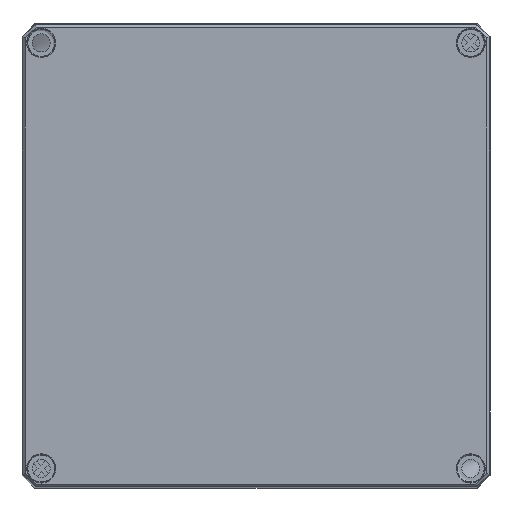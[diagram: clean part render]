
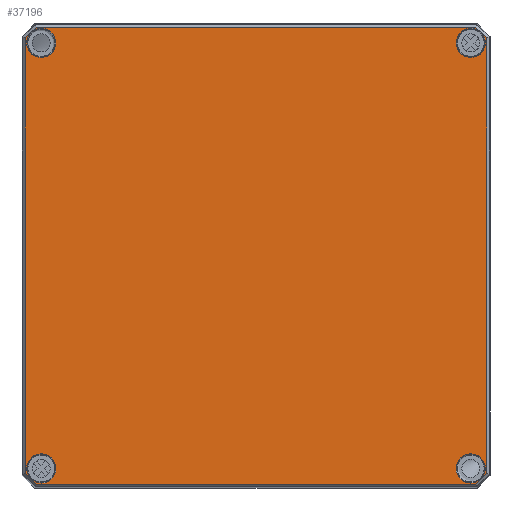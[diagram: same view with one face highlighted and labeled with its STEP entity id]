
A CAD part, top view. The second image highlights one B-rep face of the part: STEP entity #37196.
In plain terms, the highlighted planar face has unit normal (0, 0, 1).
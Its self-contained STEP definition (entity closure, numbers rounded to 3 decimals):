
#307=FACE_BOUND('',#11978,.T.);
#308=FACE_BOUND('',#11979,.T.);
#309=FACE_BOUND('',#11980,.T.);
#310=FACE_BOUND('',#11981,.T.);
#1039=PLANE('',#39992);
#3706=LINE('',#66785,#6651);
#3707=LINE('',#66787,#6652);
#3708=LINE('',#66789,#6653);
#3709=LINE('',#66791,#6654);
#3710=LINE('',#66793,#6655);
#3711=LINE('',#66795,#6656);
#3712=LINE('',#66797,#6657);
#3713=LINE('',#66798,#6658);
#6651=VECTOR('',#47623,10.);
#6652=VECTOR('',#47624,10.);
#6653=VECTOR('',#47625,10.);
#6654=VECTOR('',#47626,10.);
#6655=VECTOR('',#47627,10.);
#6656=VECTOR('',#47628,10.);
#6657=VECTOR('',#47629,10.);
#6658=VECTOR('',#47630,10.);
#9553=FACE_OUTER_BOUND('',#11977,.T.);
#11977=EDGE_LOOP('',(#32054,#32055,#32056,#32057,#32058,#32059,#32060,#32061));
#11978=EDGE_LOOP('',(#32062,#32063));
#11979=EDGE_LOOP('',(#32064,#32065));
#11980=EDGE_LOOP('',(#32066));
#11981=EDGE_LOOP('',(#32067));
#14485=CIRCLE('',#39987,5.672);
#14489=CIRCLE('',#39993,5.672);
#14490=CIRCLE('',#39994,5.672);
#14491=CIRCLE('',#39995,5.672);
#14492=CIRCLE('',#39996,5.672);
#14493=CIRCLE('',#39997,5.672);
#17758=VERTEX_POINT('',#66773);
#17761=VERTEX_POINT('',#66783);
#17762=VERTEX_POINT('',#66784);
#17763=VERTEX_POINT('',#66786);
#17764=VERTEX_POINT('',#66788);
#17765=VERTEX_POINT('',#66790);
#17766=VERTEX_POINT('',#66792);
#17767=VERTEX_POINT('',#66794);
#17768=VERTEX_POINT('',#66796);
#17769=VERTEX_POINT('',#66799);
#17770=VERTEX_POINT('',#66800);
#17771=VERTEX_POINT('',#66803);
#17772=VERTEX_POINT('',#66804);
#17773=VERTEX_POINT('',#66807);
#22612=EDGE_CURVE('',#17758,#17758,#14485,.T.);
#22617=EDGE_CURVE('',#17761,#17762,#3706,.T.);
#22618=EDGE_CURVE('',#17763,#17761,#3707,.T.);
#22619=EDGE_CURVE('',#17764,#17763,#3708,.T.);
#22620=EDGE_CURVE('',#17765,#17764,#3709,.T.);
#22621=EDGE_CURVE('',#17766,#17765,#3710,.T.);
#22622=EDGE_CURVE('',#17767,#17766,#3711,.T.);
#22623=EDGE_CURVE('',#17768,#17767,#3712,.T.);
#22624=EDGE_CURVE('',#17762,#17768,#3713,.T.);
#22625=EDGE_CURVE('',#17769,#17770,#14489,.T.);
#22626=EDGE_CURVE('',#17770,#17769,#14490,.T.);
#22627=EDGE_CURVE('',#17771,#17772,#14491,.T.);
#22628=EDGE_CURVE('',#17772,#17771,#14492,.T.);
#22629=EDGE_CURVE('',#17773,#17773,#14493,.T.);
#32054=ORIENTED_EDGE('',*,*,#22617,.F.);
#32055=ORIENTED_EDGE('',*,*,#22618,.F.);
#32056=ORIENTED_EDGE('',*,*,#22619,.F.);
#32057=ORIENTED_EDGE('',*,*,#22620,.F.);
#32058=ORIENTED_EDGE('',*,*,#22621,.F.);
#32059=ORIENTED_EDGE('',*,*,#22622,.F.);
#32060=ORIENTED_EDGE('',*,*,#22623,.F.);
#32061=ORIENTED_EDGE('',*,*,#22624,.F.);
#32062=ORIENTED_EDGE('',*,*,#22625,.F.);
#32063=ORIENTED_EDGE('',*,*,#22626,.F.);
#32064=ORIENTED_EDGE('',*,*,#22627,.F.);
#32065=ORIENTED_EDGE('',*,*,#22628,.F.);
#32066=ORIENTED_EDGE('',*,*,#22629,.F.);
#32067=ORIENTED_EDGE('',*,*,#22612,.F.);
#37196=ADVANCED_FACE('',(#9553,#307,#308,#309,#310),#1039,.T.);
#39987=AXIS2_PLACEMENT_3D('',#66774,#47610,#47611);
#39992=AXIS2_PLACEMENT_3D('',#66782,#47621,#47622);
#39993=AXIS2_PLACEMENT_3D('',#66801,#47631,#47632);
#39994=AXIS2_PLACEMENT_3D('',#66802,#47633,#47634);
#39995=AXIS2_PLACEMENT_3D('',#66805,#47635,#47636);
#39996=AXIS2_PLACEMENT_3D('',#66806,#47637,#47638);
#39997=AXIS2_PLACEMENT_3D('',#66808,#47639,#47640);
#47610=DIRECTION('center_axis',(0.,0.,1.));
#47611=DIRECTION('ref_axis',(-1.,0.,0.));
#47621=DIRECTION('center_axis',(0.,0.,1.));
#47622=DIRECTION('ref_axis',(1.,0.,0.));
#47623=DIRECTION('',(0.707,-0.707,0.));
#47624=DIRECTION('',(1.,0.,0.));
#47625=DIRECTION('',(0.707,0.707,0.));
#47626=DIRECTION('',(0.,1.,0.));
#47627=DIRECTION('',(-0.707,0.707,0.));
#47628=DIRECTION('',(-1.,0.,0.));
#47629=DIRECTION('',(-0.707,-0.707,0.));
#47630=DIRECTION('',(0.,-1.,0.));
#47631=DIRECTION('center_axis',(0.,0.,1.));
#47632=DIRECTION('ref_axis',(1.,0.,0.));
#47633=DIRECTION('center_axis',(0.,0.,1.));
#47634=DIRECTION('ref_axis',(1.,0.,0.));
#47635=DIRECTION('center_axis',(0.,0.,1.));
#47636=DIRECTION('ref_axis',(1.,0.,0.));
#47637=DIRECTION('center_axis',(0.,0.,1.));
#47638=DIRECTION('ref_axis',(1.,0.,0.));
#47639=DIRECTION('center_axis',(0.,0.,1.));
#47640=DIRECTION('ref_axis',(-1.,0.,0.));
#66773=CARTESIAN_POINT('',(-77.828,82.75,39.));
#66774=CARTESIAN_POINT('Origin',(-83.5,82.75,39.));
#66782=CARTESIAN_POINT('Origin',(0.,0.,
39.));
#66783=CARTESIAN_POINT('',(85.445,88.91,39.));
#66784=CARTESIAN_POINT('',(89.66,84.695,39.));
#66785=CARTESIAN_POINT('',(86.115,88.24,39.));
#66786=CARTESIAN_POINT('',(-85.445,88.91,39.));
#66787=CARTESIAN_POINT('',(-43.,88.91,39.));
#66788=CARTESIAN_POINT('',(-89.66,84.695,39.));
#66789=CARTESIAN_POINT('',(-88.615,85.74,39.));
#66790=CARTESIAN_POINT('',(-89.66,-84.695,39.));
#66791=CARTESIAN_POINT('',(-89.66,-42.625,39.));
#66792=CARTESIAN_POINT('',(-85.445,-88.91,39.));
#66793=CARTESIAN_POINT('',(-86.115,-88.24,39.));
#66794=CARTESIAN_POINT('',(85.445,-88.91,39.));
#66795=CARTESIAN_POINT('',(43.,-88.91,39.));
#66796=CARTESIAN_POINT('',(89.66,-84.695,39.));
#66797=CARTESIAN_POINT('',(88.615,-85.74,39.));
#66798=CARTESIAN_POINT('',(89.66,42.625,39.));
#66799=CARTESIAN_POINT('',(77.828,82.75,39.));
#66800=CARTESIAN_POINT('',(89.172,82.75,39.));
#66801=CARTESIAN_POINT('Origin',(83.5,82.75,39.));
#66802=CARTESIAN_POINT('Origin',(83.5,82.75,39.));
#66803=CARTESIAN_POINT('',(77.828,-82.75,39.));
#66804=CARTESIAN_POINT('',(89.172,-82.75,39.));
#66805=CARTESIAN_POINT('Origin',(83.5,-82.75,39.));
#66806=CARTESIAN_POINT('Origin',(83.5,-82.75,39.));
#66807=CARTESIAN_POINT('',(-77.828,-82.75,39.));
#66808=CARTESIAN_POINT('Origin',(-83.5,-82.75,39.));
